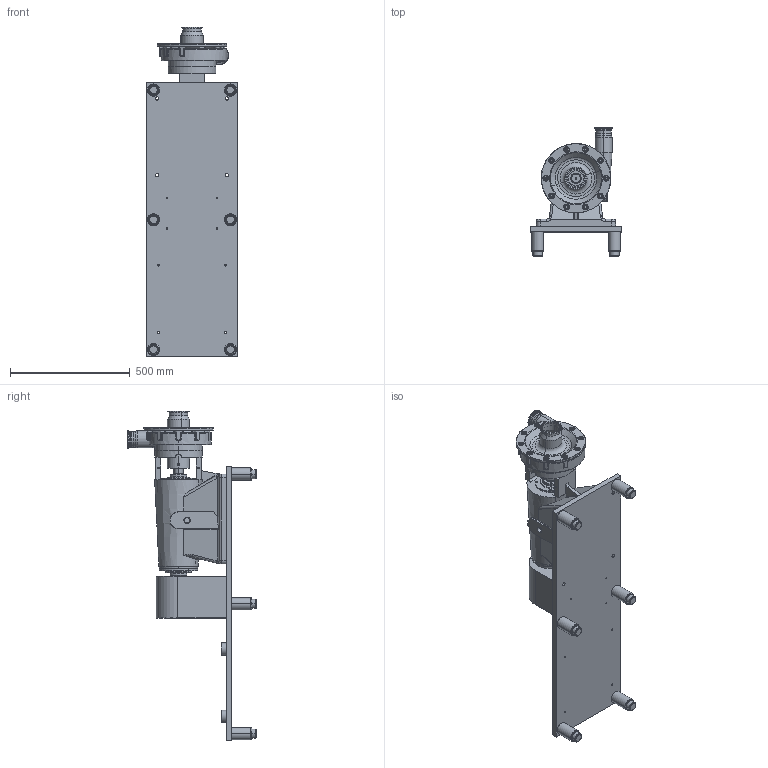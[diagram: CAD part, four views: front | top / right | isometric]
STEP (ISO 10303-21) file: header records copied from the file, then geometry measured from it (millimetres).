
FILE_DESCRIPTION (( 'STEP AP214' ), '1' );
FILE_NAME ('FPHP 3542 3 X 2.5 CLAMP 286TS ADJ LEGS.STEP', '2023-11-01T15:41:42', ( '' ), ( '' ), 'SwSTEP 2.0', 'SolidWorks 2023', '' );
FILE_SCHEMA (( 'AUTOMOTIVE_DESIGN' ));
Length unit declared in the file: millimetre
Products named in the file (5): 1275000137; 1235000035; FPHP 3542 3 X 2.5 CLAMP 286TS ADJ LEGS; 1713000012_large leg; 1713000954
Assembly tree (9 placements, depth 2):
  FPHP 3542 3 X 2.5 CLAMP 286TS ADJ LEGS
    1713000954
    1713000012_large leg  x6
    1235000035
    1275000137
Bounding box: 381 x 535.02 x 1375.5 mm (x, y, z)
Volume: 11260854.2 mm3; surface area: 2681123.3 mm2
Topology: 8 solids, 32 shells, 820 faces, 2181 edges, 1395 vertices
Faces by surface type: cylinder 357, plane 190, torus 103, cone 93, bspline 62, sphere 15
Entity records: 29291 total; most frequent: CARTESIAN_POINT 9873, DIRECTION 4279, ORIENTED_EDGE 3749, EDGE_CURVE 2069, AXIS2_PLACEMENT_3D 1760, VERTEX_POINT 1330, CIRCLE 1044, EDGE_LOOP 912
